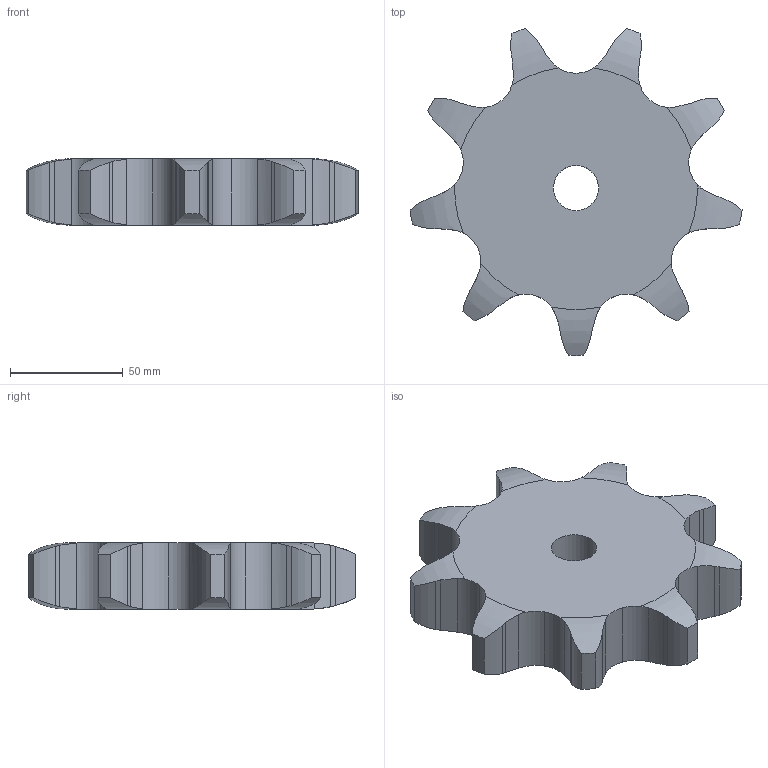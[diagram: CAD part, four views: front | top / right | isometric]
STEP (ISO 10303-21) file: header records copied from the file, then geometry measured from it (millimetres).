
FILE_DESCRIPTION(('FreeCAD Model'),'2;1');
FILE_NAME('Open CASCADE Shape Model','2022-06-26T15:23:43',('FreeCAD'),( 'FreeCAD'),'Open CASCADE STEP processor 7.6','FreeCAD','Unknown');
FILE_SCHEMA(('AUTOMOTIVE_DESIGN { 1 0 10303 214 1 1 1 1 }'));
Length unit declared in the file: millimetre
Products named in the file (1): Open CASCADE STEP translator 7.6 48
Bounding box: 147.13 x 144.95 x 29.4 mm (x, y, z)
Volume: 319727.5 mm3; surface area: 40494.3 mm2
Topology: 1 solids, 1 shells, 104 faces, 306 edges, 204 vertices
Faces by surface type: cylinder 64, plane 20, torus 20
Full cylindrical faces by diameter (mm): 20 x1
Entity records: 9266 total; most frequent: CARTESIAN_POINT 3909, DIRECTION 768, ORIENTED_EDGE 612, PCURVE 612, DEFINITIONAL_REPRESENTATION 612, B_SPLINE_CURVE_WITH_KNOTS 438, LINE 344, VECTOR 344
